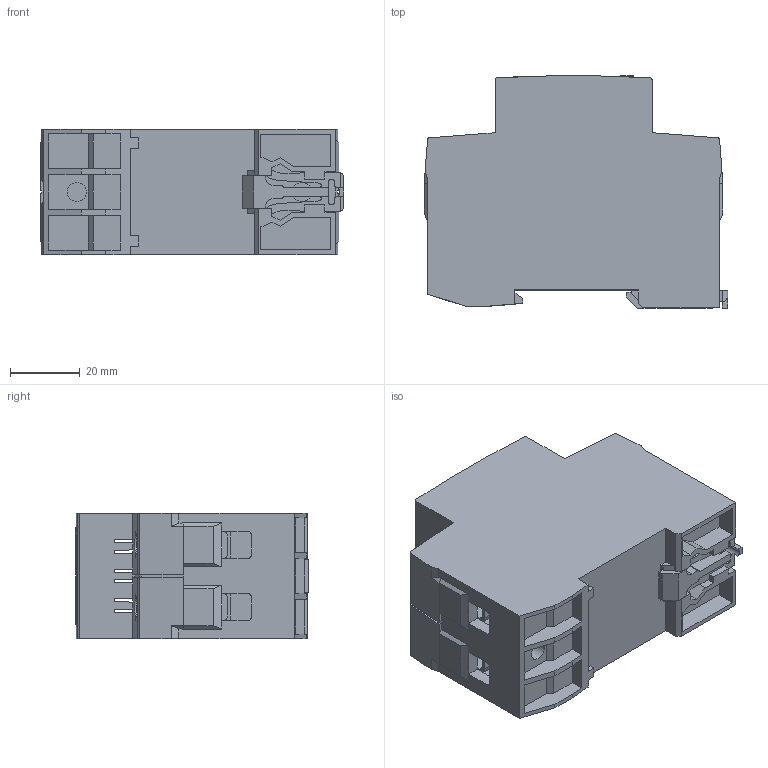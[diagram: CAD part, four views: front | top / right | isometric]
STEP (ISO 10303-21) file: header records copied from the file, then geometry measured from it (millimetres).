
FILE_DESCRIPTION (( 'STEP AP214' ), '1' );
FILE_NAME ('mrva-63A-v2.ÃÌ Ðåëå íàïðÿæåíèÿ è òîêà ñ äèñï. 2 ìîä. MRVA 63A EKF.STEP', '2024-11-19T11:48:54', ( '' ), ( '' ), 'SwSTEP 2.0', 'SolidWorks 2021', '' );
FILE_SCHEMA (( 'AUTOMOTIVE_DESIGN' ));
Length unit declared in the file: millimetre
Products named in the file (1): mrva-63A-v2.ÃÌ Ðåëå íàïðÿæåíèÿ è òîêà ñ äèñï. 2 ìîä. MRVA 63A EKF
Bounding box: 86.9 x 66.5 x 35.9 mm (x, y, z)
Volume: 153219.4 mm3; surface area: 37186.2 mm2
Topology: 15 solids, 15 shells, 706 faces, 1886 edges, 1232 vertices
Faces by surface type: plane 499, cylinder 156, bspline 33, torus 16, sphere 2
Entity records: 24482 total; most frequent: CARTESIAN_POINT 5380, ORIENTED_EDGE 3772, DIRECTION 3410, EDGE_CURVE 1886, LINE 1374, VECTOR 1374, VERTEX_POINT 1232, AXIS2_PLACEMENT_3D 1018
